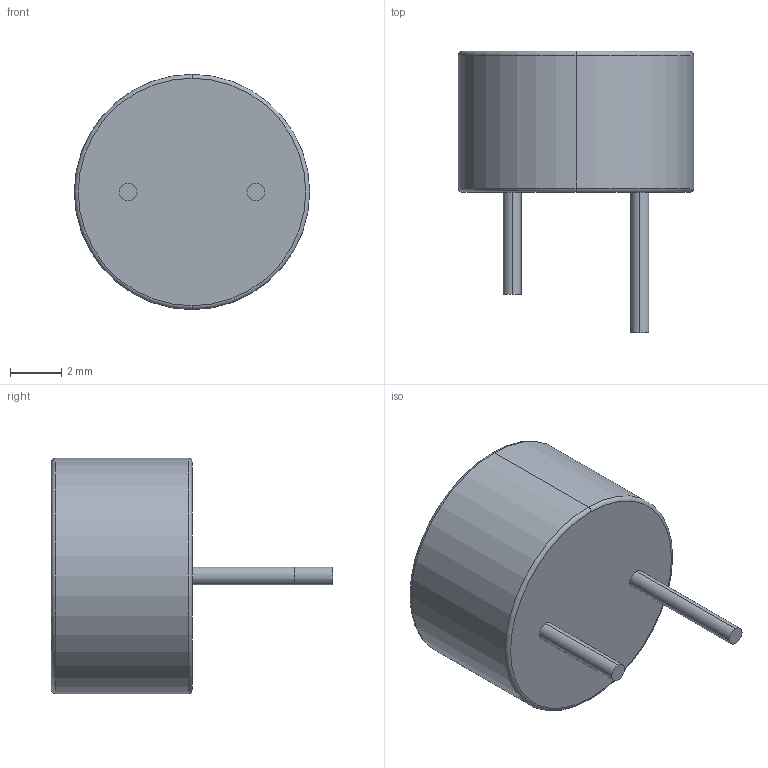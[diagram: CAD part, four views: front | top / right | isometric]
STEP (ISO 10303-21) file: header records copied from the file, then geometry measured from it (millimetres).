
FILE_DESCRIPTION (( 'STEP AP214' ), '1' );
FILE_NAME ('Buzzer.STEP', '2021-09-29T17:18:34', ( '' ), ( '' ), 'SwSTEP 2.0', 'SolidWorks 2018', '' );
FILE_SCHEMA (( 'AUTOMOTIVE_DESIGN' ));
Length unit declared in the file: millimetre
Products named in the file (1): Buzzer
Bounding box: 9.2 x 11 x 9.2 mm (x, y, z)
Volume: 358.7 mm3; surface area: 332.1 mm2
Topology: 1 solids, 1 shells, 64 faces, 130 edges, 76 vertices
Faces by surface type: cylinder 30, plane 18, torus 16
Entity records: 2006 total; most frequent: CARTESIAN_POINT 583, DIRECTION 288, ORIENTED_EDGE 260, EDGE_CURVE 130, AXIS2_PLACEMENT_3D 117, VERTEX_POINT 76, EDGE_LOOP 72, ADVANCED_FACE 64
